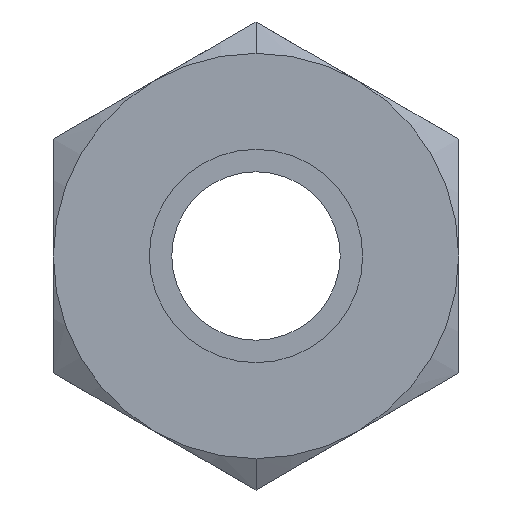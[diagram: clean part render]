
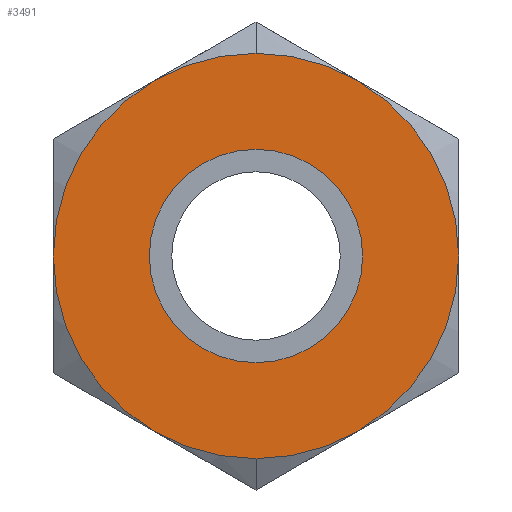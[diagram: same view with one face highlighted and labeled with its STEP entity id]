
A CAD part, left-side view. The second image highlights one B-rep face of the part: STEP entity #3491.
In plain terms, the highlighted planar face has unit normal (-1, 0, 0).
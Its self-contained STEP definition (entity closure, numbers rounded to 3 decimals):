
#109 = AXIS2_PLACEMENT_3D ( 'NONE', #2495, #7582, #7484 ) ;
#154 = CARTESIAN_POINT ( 'NONE',  ( 0., 0., 5. ) ) ;
#358 = VERTEX_POINT ( 'NONE', #6022 ) ;
#777 = ORIENTED_EDGE ( 'NONE', *, *, #9270, .F. ) ;
#805 = CIRCLE ( 'NONE', #4299, 9.5 ) ;
#970 = DIRECTION ( 'NONE',  ( 0., 0., -1. ) ) ;
#1117 = CIRCLE ( 'NONE', #6438, 9.5 ) ;
#1459 = CARTESIAN_POINT ( 'NONE',  ( 0., 0., 0. ) ) ;
#1681 = DIRECTION ( 'NONE',  ( 0., 0., 1. ) ) ;
#1732 = CARTESIAN_POINT ( 'NONE',  ( 0., 0., 0. ) ) ;
#1733 = FACE_BOUND ( 'NONE', #2198, .T. ) ;
#1736 = DIRECTION ( 'NONE',  ( 1., 0., 0. ) ) ;
#2112 = ORIENTED_EDGE ( 'NONE', *, *, #5629, .T. ) ;
#2163 = DIRECTION ( 'NONE',  ( 1., 0., 0. ) ) ;
#2198 = EDGE_LOOP ( 'NONE', ( #3566, #2112 ) ) ;
#2495 = CARTESIAN_POINT ( 'NONE',  ( 0., 0., 4.75 ) ) ;
#2639 = CIRCLE ( 'NONE', #7952, 5. ) ;
#2763 = DIRECTION ( 'NONE',  ( 0., 0., 1. ) ) ;
#3034 = CARTESIAN_POINT ( 'NONE',  ( 0., 0., -9.5 ) ) ;
#3406 = CARTESIAN_POINT ( 'NONE',  ( 0., 0., 0. ) ) ;
#3491 = ADVANCED_FACE ( 'NONE', ( #1733, #5965 ), #8102, .T. ) ;
#3566 = ORIENTED_EDGE ( 'NONE', *, *, #9181, .T. ) ;
#4299 = AXIS2_PLACEMENT_3D ( 'NONE', #3406, #4841, #9164 ) ;
#4361 = DIRECTION ( 'NONE',  ( 1., 0., 0. ) ) ;
#4841 = DIRECTION ( 'NONE',  ( 1., 0., 0. ) ) ;
#5268 = EDGE_LOOP ( 'NONE', ( #777, #5903 ) ) ;
#5629 = EDGE_CURVE ( 'NONE', #6277, #6604, #7862, .T. ) ;
#5900 = AXIS2_PLACEMENT_3D ( 'NONE', #7808, #1736, #2763 ) ;
#5903 = ORIENTED_EDGE ( 'NONE', *, *, #8037, .F. ) ;
#5965 = FACE_OUTER_BOUND ( 'NONE', #5268, .T. ) ;
#6022 = CARTESIAN_POINT ( 'NONE',  ( 0., 0., 9.5 ) ) ;
#6277 = VERTEX_POINT ( 'NONE', #154 ) ;
#6377 = CARTESIAN_POINT ( 'NONE',  ( 0., 0., -5. ) ) ;
#6438 = AXIS2_PLACEMENT_3D ( 'NONE', #1459, #4361, #1681 ) ;
#6604 = VERTEX_POINT ( 'NONE', #6377 ) ;
#6836 = VERTEX_POINT ( 'NONE', #3034 ) ;
#7484 = DIRECTION ( 'NONE',  ( 0., 0., 1. ) ) ;
#7582 = DIRECTION ( 'NONE',  ( -1., 0., 0. ) ) ;
#7808 = CARTESIAN_POINT ( 'NONE',  ( 0., 0., 0. ) ) ;
#7862 = CIRCLE ( 'NONE', #5900, 5. ) ;
#7952 = AXIS2_PLACEMENT_3D ( 'NONE', #1732, #2163, #970 ) ;
#8037 = EDGE_CURVE ( 'NONE', #6836, #358, #805, .T. ) ;
#8102 = PLANE ( 'NONE',  #109 ) ;
#9164 = DIRECTION ( 'NONE',  ( 0., 0., -1. ) ) ;
#9181 = EDGE_CURVE ( 'NONE', #6604, #6277, #2639, .T. ) ;
#9270 = EDGE_CURVE ( 'NONE', #358, #6836, #1117, .T. ) ;
